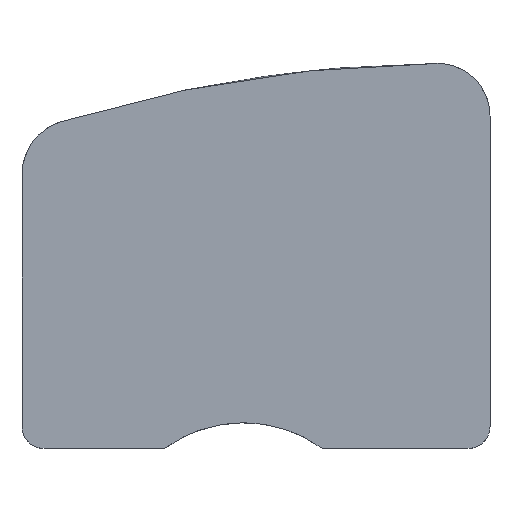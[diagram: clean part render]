
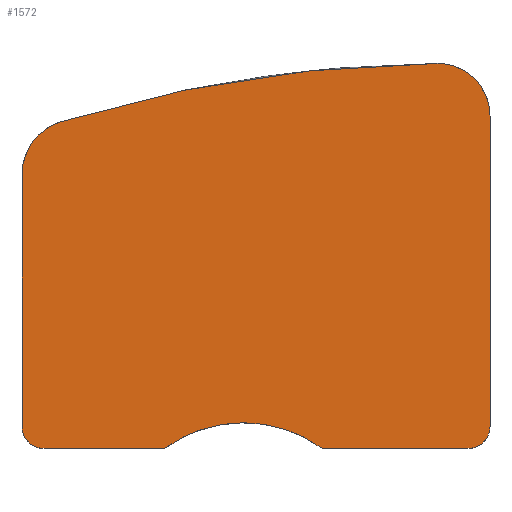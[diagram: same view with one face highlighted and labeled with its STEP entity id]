
A CAD part, top view. The second image highlights one B-rep face of the part: STEP entity #1572.
In plain terms, the highlighted planar face has unit normal (0, 0, 1).
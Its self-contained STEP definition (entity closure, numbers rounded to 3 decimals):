
#89 = VERTEX_POINT('',#90);
#90 = CARTESIAN_POINT('',(49.,-42.,14.8));
#96 = EDGE_CURVE('',#89,#97,#99,.T.);
#97 = VERTEX_POINT('',#98);
#98 = CARTESIAN_POINT('',(54.,-37.,14.8));
#99 = CIRCLE('',#100,5.);
#100 = AXIS2_PLACEMENT_3D('',#101,#102,#103);
#101 = CARTESIAN_POINT('',(49.,-37.,14.8));
#102 = DIRECTION('',(0.,0.,1.));
#103 = DIRECTION('',(1.,0.,0.));
#1177 = EDGE_CURVE('',#97,#1178,#1180,.T.);
#1178 = VERTEX_POINT('',#1179);
#1179 = CARTESIAN_POINT('',(54.,33.3,14.8));
#1180 = LINE('',#1181,#1182);
#1181 = CARTESIAN_POINT('',(54.,-37.,14.8));
#1182 = VECTOR('',#1183,1.);
#1183 = DIRECTION('',(0.,1.,0.));
#1572 = ADVANCED_FACE('',(#1573),#1644,.F.);
#1573 = FACE_BOUND('',#1574,.T.);
#1574 = EDGE_LOOP('',(#1575,#1576,#1577,#1586,#1595,#1604,#1612,#1621,
    #1629,#1638));
#1575 = ORIENTED_EDGE('',*,*,#96,.T.);
#1576 = ORIENTED_EDGE('',*,*,#1177,.T.);
#1577 = ORIENTED_EDGE('',*,*,#1578,.T.);
#1578 = EDGE_CURVE('',#1178,#1579,#1581,.T.);
#1579 = VERTEX_POINT('',#1580);
#1580 = CARTESIAN_POINT('',(41.988,45.199,14.8));
#1581 = CIRCLE('',#1582,11.9);
#1582 = AXIS2_PLACEMENT_3D('',#1583,#1584,#1585);
#1583 = CARTESIAN_POINT('',(42.1,33.3,14.8));
#1584 = DIRECTION('',(0.,0.,1.));
#1585 = DIRECTION('',(1.,0.,0.));
#1586 = ORIENTED_EDGE('',*,*,#1587,.T.);
#1587 = EDGE_CURVE('',#1579,#1588,#1590,.T.);
#1588 = VERTEX_POINT('',#1589);
#1589 = CARTESIAN_POINT('',(-43.092,32.047,14.8));
#1590 = CIRCLE('',#1591,300.);
#1591 = AXIS2_PLACEMENT_3D('',#1592,#1593,#1594);
#1592 = CARTESIAN_POINT('',(44.806,-254.787,14.8));
#1593 = DIRECTION('',(0.,0.,1.));
#1594 = DIRECTION('',(1.,0.,0.));
#1595 = ORIENTED_EDGE('',*,*,#1596,.T.);
#1596 = EDGE_CURVE('',#1588,#1597,#1599,.T.);
#1597 = VERTEX_POINT('',#1598);
#1598 = CARTESIAN_POINT('',(-52.,20.,14.8));
#1599 = CIRCLE('',#1600,12.6);
#1600 = AXIS2_PLACEMENT_3D('',#1601,#1602,#1603);
#1601 = CARTESIAN_POINT('',(-39.4,20.,14.8));
#1602 = DIRECTION('',(0.,0.,1.));
#1603 = DIRECTION('',(1.,0.,0.));
#1604 = ORIENTED_EDGE('',*,*,#1605,.T.);
#1605 = EDGE_CURVE('',#1597,#1606,#1608,.T.);
#1606 = VERTEX_POINT('',#1607);
#1607 = CARTESIAN_POINT('',(-52.,-37.,14.8));
#1608 = LINE('',#1609,#1610);
#1609 = CARTESIAN_POINT('',(-52.,20.,14.8));
#1610 = VECTOR('',#1611,1.);
#1611 = DIRECTION('',(0.,-1.,0.));
#1612 = ORIENTED_EDGE('',*,*,#1613,.T.);
#1613 = EDGE_CURVE('',#1606,#1614,#1616,.T.);
#1614 = VERTEX_POINT('',#1615);
#1615 = CARTESIAN_POINT('',(-47.,-42.,14.8));
#1616 = CIRCLE('',#1617,5.);
#1617 = AXIS2_PLACEMENT_3D('',#1618,#1619,#1620);
#1618 = CARTESIAN_POINT('',(-47.,-37.,14.8));
#1619 = DIRECTION('',(0.,0.,1.));
#1620 = DIRECTION('',(1.,0.,0.));
#1621 = ORIENTED_EDGE('',*,*,#1622,.F.);
#1622 = EDGE_CURVE('',#1623,#1614,#1625,.T.);
#1623 = VERTEX_POINT('',#1624);
#1624 = CARTESIAN_POINT('',(-19.7,-42.,14.8));
#1625 = LINE('',#1626,#1627);
#1626 = CARTESIAN_POINT('',(-19.7,-42.,14.8));
#1627 = VECTOR('',#1628,1.);
#1628 = DIRECTION('',(-1.,0.,0.));
#1629 = ORIENTED_EDGE('',*,*,#1630,.F.);
#1630 = EDGE_CURVE('',#1631,#1623,#1633,.T.);
#1631 = VERTEX_POINT('',#1632);
#1632 = CARTESIAN_POINT('',(16.,-42.,14.8));
#1633 = CIRCLE('',#1634,30.2);
#1634 = AXIS2_PLACEMENT_3D('',#1635,#1636,#1637);
#1635 = CARTESIAN_POINT('',(-1.85,-66.36,14.8));
#1636 = DIRECTION('',(0.,0.,1.));
#1637 = DIRECTION('',(1.,0.,0.));
#1638 = ORIENTED_EDGE('',*,*,#1639,.F.);
#1639 = EDGE_CURVE('',#89,#1631,#1640,.T.);
#1640 = LINE('',#1641,#1642);
#1641 = CARTESIAN_POINT('',(49.,-42.,14.8));
#1642 = VECTOR('',#1643,1.);
#1643 = DIRECTION('',(-1.,0.,0.));
#1644 = PLANE('',#1645);
#1645 = AXIS2_PLACEMENT_3D('',#1646,#1647,#1648);
#1646 = CARTESIAN_POINT('',(49.,-42.,14.8));
#1647 = DIRECTION('',(0.,0.,-1.));
#1648 = DIRECTION('',(-1.,0.,0.));
